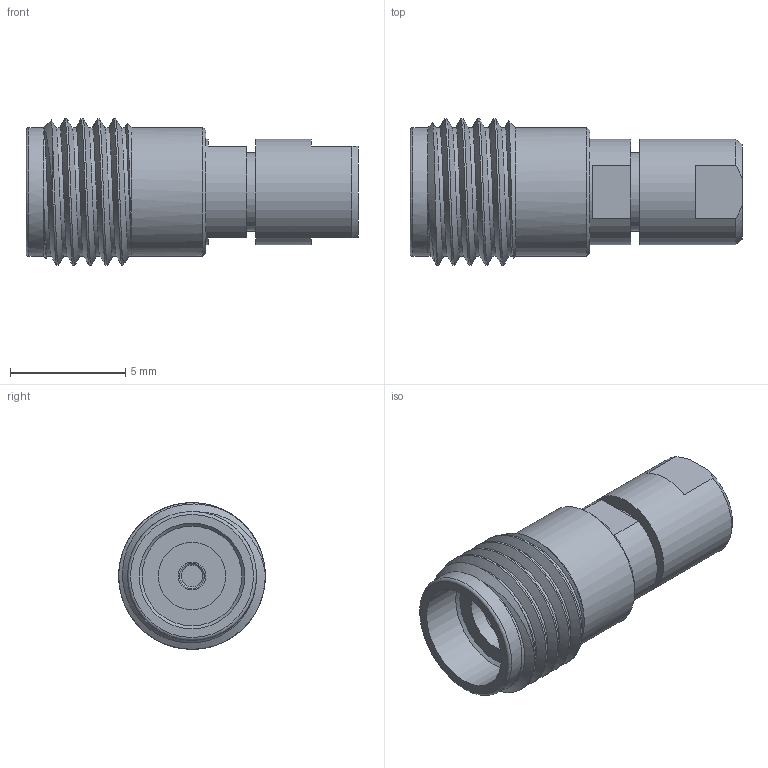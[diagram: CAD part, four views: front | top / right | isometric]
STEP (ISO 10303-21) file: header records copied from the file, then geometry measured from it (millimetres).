
FILE_DESCRIPTION (( 'STEP AP203' ), '1' );
FILE_NAME ('SC5843_3D.step', '2020-11-24T22:44:36', ( '' ), ( '' ), 'SwSTEP 2.0', 'SolidWorks 2018', '' );
FILE_SCHEMA (( 'CONFIG_CONTROL_DESIGN' ));
Length unit declared in the file: inch
Products named in the file (1): SC5843_3D
Bounding box: 14.38 x 6.35 x 6.35 mm (x, y, z)
Volume: 250.9 mm3; surface area: 421.9 mm2
Topology: 1 solids, 1 shells, 51 faces, 116 edges, 75 vertices
Faces by surface type: plane 26, cylinder 12, cone 9, bspline 3, torus 1
Full cylindrical faces by diameter (mm): 0.94 x1, 1.194 x1, 1.433 x1, 2.92 x1, 3.385 x1, 4.572 x3, 4.826 x1, 5.582 x2
Entity records: 2509 total; most frequent: CARTESIAN_POINT 1397, DIRECTION 214, ORIENTED_EDGE 190, EDGE_CURVE 95, AXIS2_PLACEMENT_3D 91, EDGE_LOOP 74, VERTEX_POINT 69, FACE_OUTER_BOUND 63
